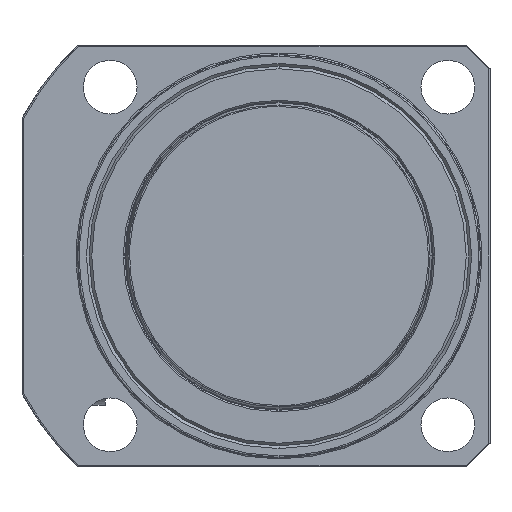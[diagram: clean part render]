
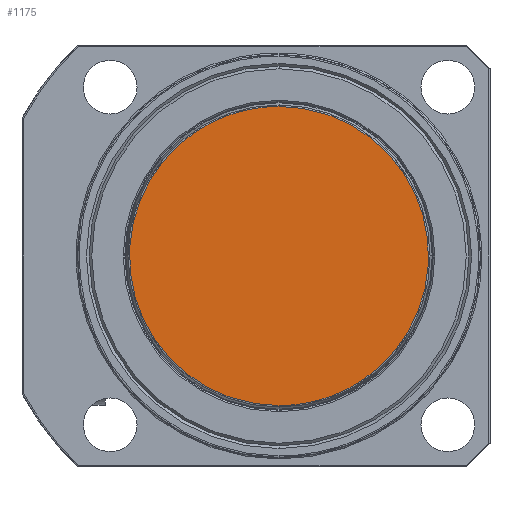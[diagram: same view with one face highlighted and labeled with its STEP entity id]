
A CAD part, front view. The second image highlights one B-rep face of the part: STEP entity #1175.
In plain terms, the highlighted planar face has unit normal (0, -1, 0).
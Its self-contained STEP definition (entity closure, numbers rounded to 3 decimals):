
#786 = ORIENTED_EDGE ( 'NONE', *, *, #1584, .F. ) ;
#787 = ORIENTED_EDGE ( 'NONE', *, *, #5589, .F. ) ;
#1175 = ADVANCED_FACE ( 'N', ( #5840 ), #3239, .F. ) ;
#1584 = EDGE_CURVE ( 'NONE', #6675, #6674, #6337, .T. ) ;
#2809 = CARTESIAN_POINT ( 'NONE',  ( 0., 0., -38.992 ) ) ;
#2810 = CARTESIAN_POINT ( 'NONE',  ( 0., 0., 38.992 ) ) ;
#3233 = DIRECTION ( 'NONE',  ( 0., 0., 1. ) ) ;
#3235 = DIRECTION ( 'NONE',  ( 0., 1., 0. ) ) ;
#3239 = PLANE ( 'NONE',  #7522 ) ;
#3241 = CARTESIAN_POINT ( 'NONE',  ( 39.272, 0., 0. ) ) ;
#3733 =( BOUNDED_CURVE ( )  B_SPLINE_CURVE ( 3, ( #6946, #6954, #6960, #6961 ),
 .UNSPECIFIED., .F., .T. ) 
 B_SPLINE_CURVE_WITH_KNOTS ( ( 4, 4 ),
 ( 0., 1. ),
 .UNSPECIFIED. ) 
 CURVE ( )  GEOMETRIC_REPRESENTATION_ITEM ( )  RATIONAL_B_SPLINE_CURVE ( ( 1., 0.333, 0.333, 1. ) ) 
 REPRESENTATION_ITEM ( '' )  );
#4567 = CARTESIAN_POINT ( 'NONE',  ( 77.984, 0., -38.992 ) ) ;
#4851 = CARTESIAN_POINT ( 'NONE',  ( 0., 0., -38.992 ) ) ;
#4852 = CARTESIAN_POINT ( 'NONE',  ( 0., 0., 38.992 ) ) ;
#4853 = CARTESIAN_POINT ( 'NONE',  ( 77.984, 0., 38.992 ) ) ;
#5061 = EDGE_LOOP ( 'NONE', ( #786, #787 ) ) ;
#5589 = EDGE_CURVE ( 'NONE', #6674, #6675, #3733, .T. ) ;
#5840 = FACE_OUTER_BOUND ( 'NONE', #5061, .T. ) ;
#6337 =( BOUNDED_CURVE ( )  B_SPLINE_CURVE ( 3, ( #4852, #4853, #4567, #4851 ),
 .UNSPECIFIED., .F., .F. ) 
 B_SPLINE_CURVE_WITH_KNOTS ( ( 4, 4 ),
 ( 0., 1. ),
 .UNSPECIFIED. ) 
 CURVE ( )  GEOMETRIC_REPRESENTATION_ITEM ( )  RATIONAL_B_SPLINE_CURVE ( ( 1., 0.333, 0.333, 1. ) ) 
 REPRESENTATION_ITEM ( '' )  );
#6674 = VERTEX_POINT ( 'NONE', #2809 ) ;
#6675 = VERTEX_POINT ( 'NONE', #2810 ) ;
#6946 = CARTESIAN_POINT ( 'NONE',  ( 0., 0., -38.992 ) ) ;
#6954 = CARTESIAN_POINT ( 'NONE',  ( -77.984, 0., -38.992 ) ) ;
#6960 = CARTESIAN_POINT ( 'NONE',  ( -77.984, 0., 38.992 ) ) ;
#6961 = CARTESIAN_POINT ( 'NONE',  ( 0., 0., 38.992 ) ) ;
#7522 = AXIS2_PLACEMENT_3D ( 'NONE', #3241, #3235, #3233 ) ;
